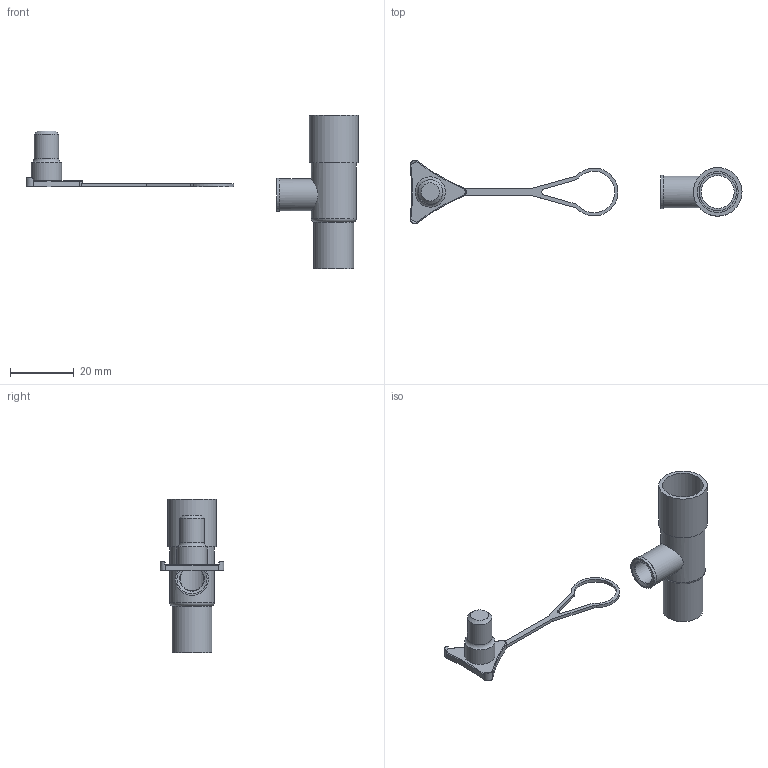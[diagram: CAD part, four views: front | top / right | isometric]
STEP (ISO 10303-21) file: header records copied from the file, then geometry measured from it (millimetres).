
FILE_DESCRIPTION(/* description */ (''),/* implementation_level */ '2;1');
FILE_NAME(/* name */ '10F15MPlug.step',/* time_stamp */ '2020-04-02T13:32:08+03:00',/* author */ (''),/* organization */ (''),/* preprocessor_version */ 'ST-DEVELOPER v18',/* originating_system */ 'Autodesk Translation Framework v8.12.0.6',/* authorisation */ '');
FILE_SCHEMA (('AUTOMOTIVE_DESIGN { 1 0 10303 214 3 1 1 }'));
Length unit declared in the file: millimetre
Products named in the file (1): HoseTjoint1
Bounding box: 103.97 x 19.89 x 48 mm (x, y, z)
Volume: 3918.1 mm3; surface area: 5873.4 mm2
Topology: 2 solids, 2 shells, 56 faces, 138 edges, 90 vertices
Faces by surface type: cylinder 26, plane 21, torus 6, cone 3
Full cylindrical faces by diameter (mm): 7.4 x1, 7.7 x1, 9.5 x1, 10 x1, 10.3 x1, 10.4 x1, 11.7 x1, 12.5 x1, 12.8 x1, 14 x1, 15.2 x1
Entity records: 1880 total; most frequent: CARTESIAN_POINT 467, DIRECTION 296, ORIENTED_EDGE 276, EDGE_CURVE 138, AXIS2_PLACEMENT_3D 119, VERTEX_POINT 90, EDGE_LOOP 66, CIRCLE 62
